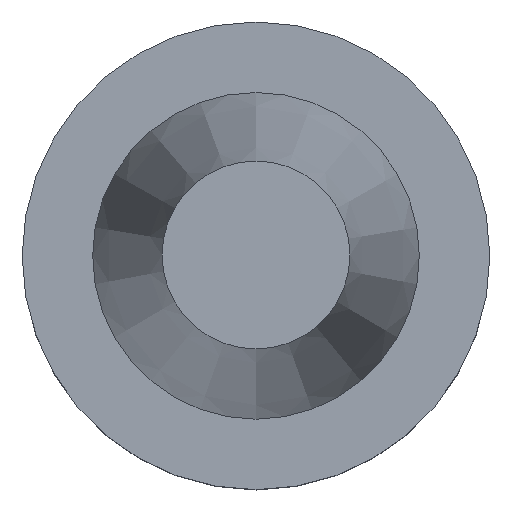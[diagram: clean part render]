
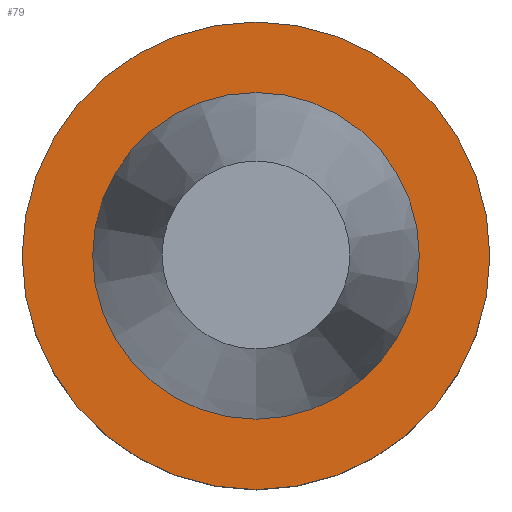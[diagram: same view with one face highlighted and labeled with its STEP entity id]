
A CAD part, top view. The second image highlights one B-rep face of the part: STEP entity #79.
In plain terms, the highlighted planar face has unit normal (0, 0, 1).
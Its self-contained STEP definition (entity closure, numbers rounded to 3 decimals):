
#79=ADVANCED_FACE('',(#100,#101),#102,.T.);
#100=FACE_OUTER_BOUND('',#140,.T.);
#101=FACE_BOUND('',#141,.T.);
#102=PLANE('',#142);
#140=EDGE_LOOP('',(#188));
#141=EDGE_LOOP('',(#189));
#142=AXIS2_PLACEMENT_3D('',#190,#191,#192);
#188=ORIENTED_EDGE('',*,*,#242,.F.);
#189=ORIENTED_EDGE('',*,*,#241,.T.);
#190=CARTESIAN_POINT('',(0.,42.463,-1.5));
#191=DIRECTION('',(0.,0.,1.0));
#192=DIRECTION('',(0.,-1.0,0.));
#241=EDGE_CURVE('',#257,#257,#258,.T.);
#242=EDGE_CURVE('',#259,#259,#260,.T.);
#257=VERTEX_POINT('',#283);
#258=CIRCLE('',#284,34.925);
#259=VERTEX_POINT('',#285);
#260=CIRCLE('',#286,50.);
#283=CARTESIAN_POINT('',(0.,34.925,-1.5));
#284=AXIS2_PLACEMENT_3D('',#312,#313,#314);
#285=CARTESIAN_POINT('',(0.,50.,-1.5));
#286=AXIS2_PLACEMENT_3D('',#315,#316,#317);
#312=CARTESIAN_POINT('',(0.,0.,-1.5));
#313=DIRECTION('',(0.,0.,-1.0));
#314=DIRECTION('',(0.,1.0,0.));
#315=CARTESIAN_POINT('',(0.,0.,-1.5));
#316=DIRECTION('',(0.,0.,-1.0));
#317=DIRECTION('',(0.,1.0,0.));
